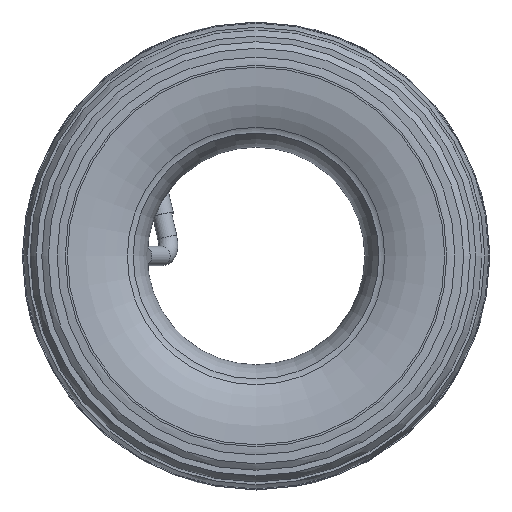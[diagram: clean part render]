
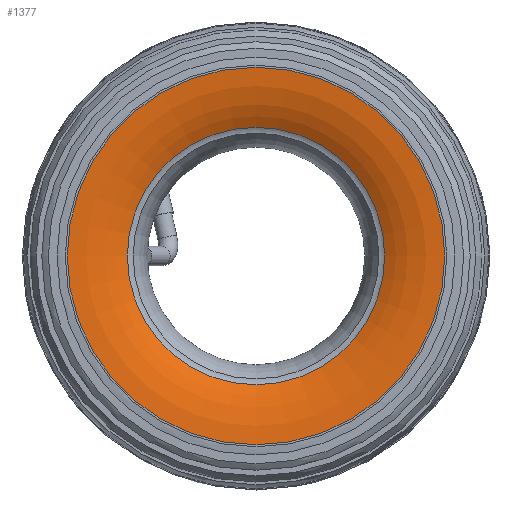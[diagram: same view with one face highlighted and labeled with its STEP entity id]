
A CAD part, left-side view. The second image highlights one B-rep face of the part: STEP entity #1377.
In plain terms, the highlighted toroidal (fillet/blend) face has major radius 80.671 mm and minor radius 50 mm.
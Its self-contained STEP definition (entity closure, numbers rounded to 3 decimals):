
#122 = EDGE_CURVE ( 'NONE', #969, #969, #1318, .T. ) ;
#191 = AXIS2_PLACEMENT_3D ( 'NONE', #748, #637, #1241 ) ;
#236 = ORIENTED_EDGE ( 'NONE', *, *, #1277, .F. ) ;
#242 = FACE_OUTER_BOUND ( 'NONE', #364, .T. ) ;
#355 = VERTEX_POINT ( 'NONE', #704 ) ;
#364 = EDGE_LOOP ( 'NONE', ( #571 ) ) ;
#566 = CARTESIAN_POINT ( 'NONE',  ( -25., 0., 80.671 ) ) ;
#571 = ORIENTED_EDGE ( 'NONE', *, *, #122, .T. ) ;
#637 = DIRECTION ( 'NONE',  ( -1., 0., 0. ) ) ;
#704 = CARTESIAN_POINT ( 'NONE',  ( -17.907, 0., 55. ) ) ;
#748 = CARTESIAN_POINT ( 'NONE',  ( -17.907, 0., 0. ) ) ;
#810 = DIRECTION ( 'NONE',  ( -1., 0., 0. ) ) ;
#870 = DIRECTION ( 'NONE',  ( 0., 0., 1. ) ) ;
#879 = DIRECTION ( 'NONE',  ( -1., 0., 0. ) ) ;
#945 = CIRCLE ( 'NONE', #191, 55. ) ;
#957 = EDGE_LOOP ( 'NONE', ( #236 ) ) ;
#969 = VERTEX_POINT ( 'NONE', #566 ) ;
#1034 = AXIS2_PLACEMENT_3D ( 'NONE', #1061, #810, #1188 ) ;
#1061 = CARTESIAN_POINT ( 'NONE',  ( -25., 0., 0. ) ) ;
#1188 = DIRECTION ( 'NONE',  ( 0., 0., 1. ) ) ;
#1241 = DIRECTION ( 'NONE',  ( 0., 0., 1. ) ) ;
#1277 = EDGE_CURVE ( 'NONE', #355, #355, #945, .T. ) ;
#1318 = CIRCLE ( 'NONE', #1034, 80.671 ) ;
#1367 = FACE_OUTER_BOUND ( 'NONE', #957, .T. ) ;
#1377 = ADVANCED_FACE ( 'NONE', ( #1367, #242 ), #1447, .T. ) ;
#1380 = CARTESIAN_POINT ( 'NONE',  ( 25., 0., 0. ) ) ;
#1447 = TOROIDAL_SURFACE ( 'NONE', #1619, 80.671, 50. ) ;
#1619 = AXIS2_PLACEMENT_3D ( 'NONE', #1380, #879, #870 ) ;
